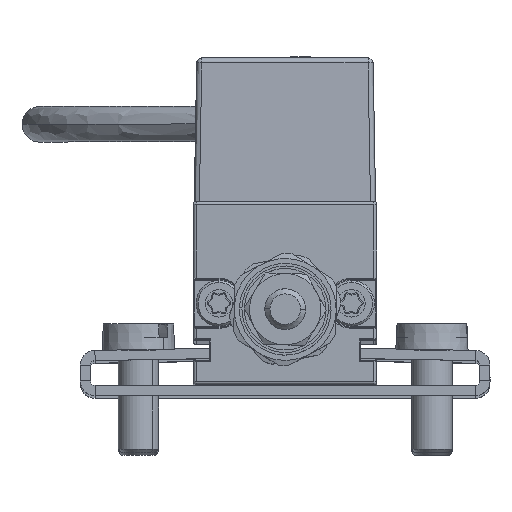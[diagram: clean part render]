
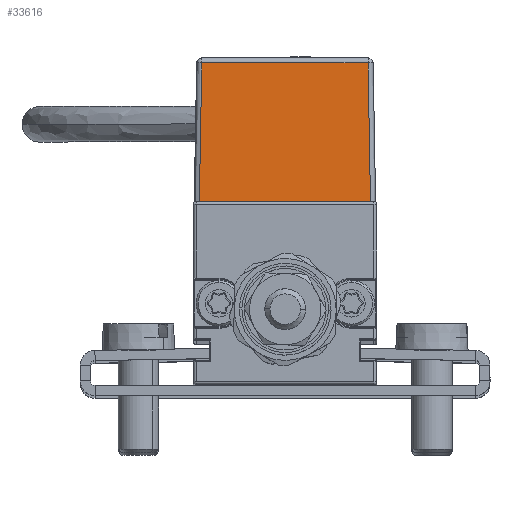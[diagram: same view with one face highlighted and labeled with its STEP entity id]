
A CAD part, top view. The second image highlights one B-rep face of the part: STEP entity #33616.
In plain terms, the highlighted planar face has unit normal (0, 0.018, 1).
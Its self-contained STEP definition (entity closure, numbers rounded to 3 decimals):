
#7132 = VECTOR ( 'NONE', #31349, 1000. ) ;
#7220 = CARTESIAN_POINT ( 'NONE',  ( -8.929, 31.583, 232.547 ) ) ;
#7230 = LINE ( 'NONE', #7220, #10252 ) ;
#7234 = DIRECTION ( 'NONE',  ( -1., 0., 0. ) ) ;
#10070 = VECTOR ( 'NONE', #29197, 1000. ) ;
#10141 = VECTOR ( 'NONE', #29189, 1000. ) ;
#10252 = VECTOR ( 'NONE', #7234, 1000. ) ;
#11998 = EDGE_CURVE ( 'NONE', #28687, #28686, #31347, .T. ) ;
#12210 = EDGE_CURVE ( 'NONE', #28691, #28682, #29179, .T. ) ;
#12213 = EDGE_CURVE ( 'NONE', #28686, #28691, #29195, .T. ) ;
#12416 = EDGE_CURVE ( 'NONE', #28682, #28687, #7230, .T. ) ;
#13319 = EDGE_LOOP ( 'NONE', ( #18042, #18025, #18041, #18026 ) ) ;
#18025 = ORIENTED_EDGE ( 'NONE', *, *, #12416, .T. ) ;
#18026 = ORIENTED_EDGE ( 'NONE', *, *, #12213, .T. ) ;
#18041 = ORIENTED_EDGE ( 'NONE', *, *, #11998, .T. ) ;
#18042 = ORIENTED_EDGE ( 'NONE', *, *, #12210, .T. ) ;
#20248 = AXIS2_PLACEMENT_3D ( 'NONE', #34827, #34828, #34829 ) ;
#23068 = CARTESIAN_POINT ( 'NONE',  ( 8.129, 31.583, 232.547 ) ) ;
#23075 = CARTESIAN_POINT ( 'NONE',  ( -8.426, 18., 232.784 ) ) ;
#23077 = CARTESIAN_POINT ( 'NONE',  ( -8.189, 31.583, 232.547 ) ) ;
#23085 = CARTESIAN_POINT ( 'NONE',  ( 8.366, 18., 232.784 ) ) ;
#28682 = VERTEX_POINT ( 'NONE', #23068 ) ;
#28686 = VERTEX_POINT ( 'NONE', #23075 ) ;
#28687 = VERTEX_POINT ( 'NONE', #23077 ) ;
#28691 = VERTEX_POINT ( 'NONE', #23085 ) ;
#29179 = LINE ( 'NONE', #29180, #10141 ) ;
#29180 = CARTESIAN_POINT ( 'NONE',  ( 8.36, 18.302, 232.779 ) ) ;
#29189 = DIRECTION ( 'NONE',  ( -0.017, 1., -0.017 ) ) ;
#29195 = LINE ( 'NONE', #29196, #10070 ) ;
#29196 = CARTESIAN_POINT ( 'NONE',  ( -8.929, 18., 232.784 ) ) ;
#29197 = DIRECTION ( 'NONE',  ( 1., 0., 0. ) ) ;
#31347 = LINE ( 'NONE', #31348, #7132 ) ;
#31348 = CARTESIAN_POINT ( 'NONE',  ( -8.426, 17.991, 232.784 ) ) ;
#31349 = DIRECTION ( 'NONE',  ( -0.017, -1., 0.017 ) ) ;
#33616 = ADVANCED_FACE ( 'NONE', ( #34817 ), #34802, .T. ) ;
#34802 = PLANE ( 'NONE',  #20248 ) ;
#34817 = FACE_OUTER_BOUND ( 'NONE', #13319, .T. ) ;
#34827 = CARTESIAN_POINT ( 'NONE',  ( -8.929, 18., 232.784 ) ) ;
#34828 = DIRECTION ( 'NONE',  ( 0., 0.017, 1. ) ) ;
#34829 = DIRECTION ( 'NONE',  ( 0., -1., 0.017 ) ) ;
